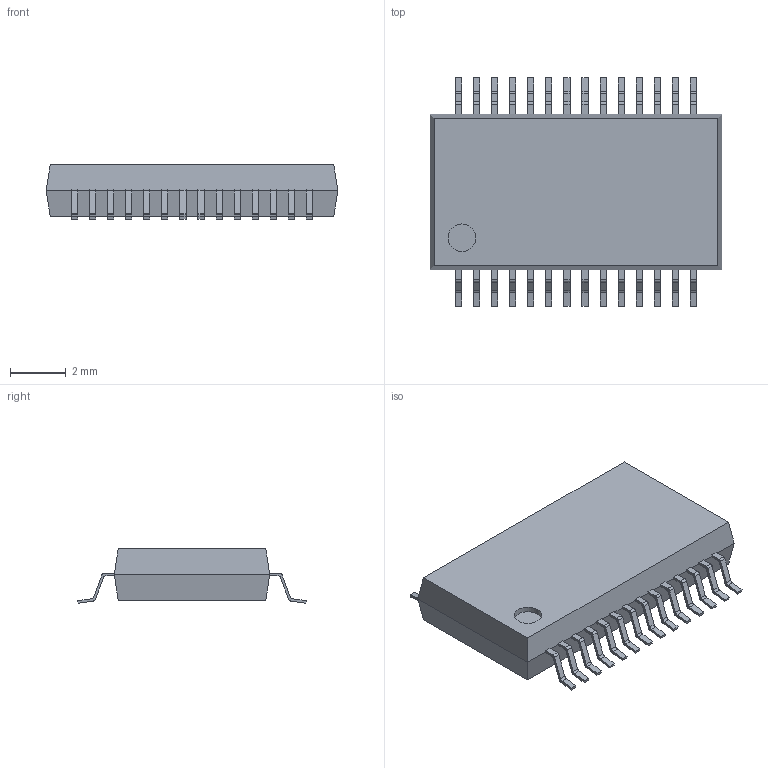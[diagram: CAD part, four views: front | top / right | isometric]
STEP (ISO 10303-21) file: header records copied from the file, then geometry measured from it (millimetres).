
FILE_DESCRIPTION (( 'STEP AP214' ), '1' );
FILE_NAME ('7690C250-0B91-4847-968D-9CCDAE943DB3.STEP', '2009-02-05T23:25:30', ( 'sysAdmin' ), ( 'SolidWorks' ), 'SwSTEP 2.0', 'SolidWorks 2009', '' );
FILE_SCHEMA (( 'AUTOMOTIVE_DESIGN' ));
Length unit declared in the file: millimetre
Products named in the file (1): 7690C250-0B91-4847-968D-9CCDAE943DB3
Bounding box: 10.5 x 8.23 x 1.96 mm (x, y, z)
Volume: 105.4 mm3; surface area: 320.3 mm2
Topology: 30 solids, 30 shells, 491 faces, 1290 edges, 860 vertices
Faces by surface type: plane 321, cylinder 170
Entity records: 20488 total; most frequent: CARTESIAN_POINT 2642, DIRECTION 2614, ORIENTED_EDGE 2580, EDGE_CURVE 1290, VECTOR 950, LINE 950, VERTEX_POINT 860, AXIS2_PLACEMENT_3D 832
